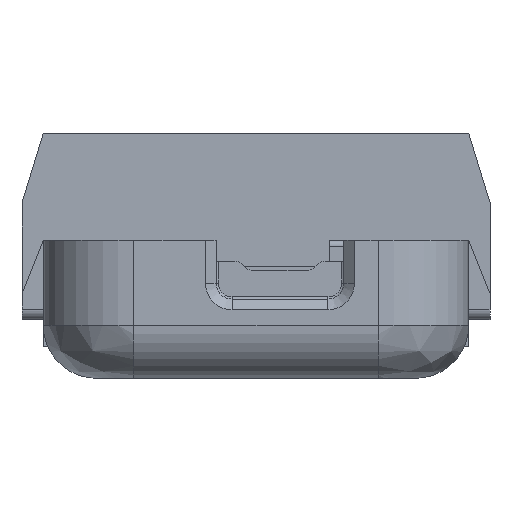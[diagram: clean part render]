
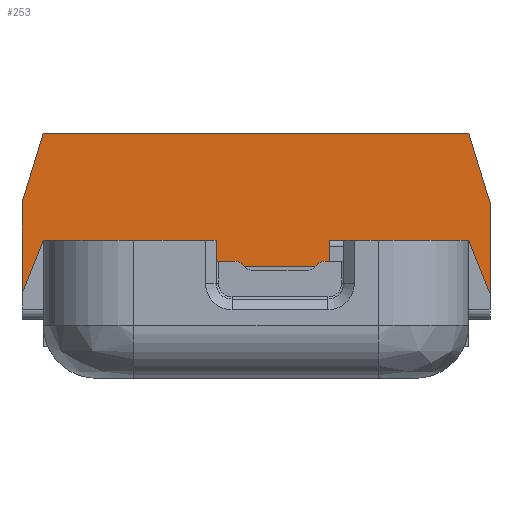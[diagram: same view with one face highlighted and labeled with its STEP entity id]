
A CAD part, left-side view. The second image highlights one B-rep face of the part: STEP entity #253.
In plain terms, the highlighted planar face has unit normal (-1, 0, 0).
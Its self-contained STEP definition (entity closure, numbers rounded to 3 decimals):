
#149=PLANE('',#3758);
#253=ADVANCED_FACE('',(#537),#149,.F.);
#537=FACE_OUTER_BOUND('',#736,.T.);
#736=EDGE_LOOP('',(#2118,#2119,#2120,#2121,#2122,#2123));
#1197=LINE('',#5608,#1504);
#1296=LINE('',#5911,#1603);
#1300=LINE('',#5920,#1607);
#1301=LINE('',#5922,#1608);
#1302=LINE('',#5923,#1609);
#1303=LINE('',#5925,#1610);
#1504=VECTOR('',#4248,1.);
#1603=VECTOR('',#4519,1.);
#1607=VECTOR('',#4525,1.);
#1608=VECTOR('',#4526,1.);
#1609=VECTOR('',#4527,1.);
#1610=VECTOR('',#4528,1.);
#2118=ORIENTED_EDGE('',*,*,#3236,.F.);
#2119=ORIENTED_EDGE('',*,*,#3391,.T.);
#2120=ORIENTED_EDGE('',*,*,#3392,.T.);
#2121=ORIENTED_EDGE('',*,*,#3387,.F.);
#2122=ORIENTED_EDGE('',*,*,#3393,.F.);
#2123=ORIENTED_EDGE('',*,*,#3394,.T.);
#2902=VERTEX_POINT('',#5607);
#2903=VERTEX_POINT('',#5609);
#3001=VERTEX_POINT('',#5912);
#3002=VERTEX_POINT('',#5913);
#3005=VERTEX_POINT('',#5921);
#3006=VERTEX_POINT('',#5924);
#3236=EDGE_CURVE('',#2902,#2903,#1197,.T.);
#3387=EDGE_CURVE('',#3001,#3002,#1296,.T.);
#3391=EDGE_CURVE('',#2902,#3005,#1300,.T.);
#3392=EDGE_CURVE('',#3005,#3002,#1301,.T.);
#3393=EDGE_CURVE('',#3006,#3001,#1302,.T.);
#3394=EDGE_CURVE('',#3006,#2903,#1303,.T.);
#3758=AXIS2_PLACEMENT_3D('',#5926,#4529,#4530);
#4248=DIRECTION('',(0.,-1.,0.));
#4519=DIRECTION('',(0.,1.,0.));
#4525=DIRECTION('',(0.,0.294,-0.956));
#4526=DIRECTION('',(0.,0.,-1.));
#4527=DIRECTION('',(0.,0.,-1.));
#4528=DIRECTION('',(0.,0.294,0.956));
#4529=DIRECTION('',(1.,0.,0.));
#4530=DIRECTION('',(0.,0.,-1.));
#5607=CARTESIAN_POINT('',(44.1,20.,14.));
#5608=CARTESIAN_POINT('',(44.1,11.5,14.));
#5609=CARTESIAN_POINT('',(44.1,-20.,14.));
#5911=CARTESIAN_POINT('',(44.1,0.,-1.5));
#5912=CARTESIAN_POINT('',(44.1,-22.,-1.5));
#5913=CARTESIAN_POINT('',(44.1,22.,-1.5));
#5920=CARTESIAN_POINT('',(44.1,22.,7.5));
#5921=CARTESIAN_POINT('',(44.1,22.,7.5));
#5922=CARTESIAN_POINT('',(44.1,22.,14.));
#5923=CARTESIAN_POINT('',(44.1,-22.,14.));
#5924=CARTESIAN_POINT('',(44.1,-22.,7.5));
#5925=CARTESIAN_POINT('',(44.1,-20.,14.));
#5926=CARTESIAN_POINT('',(44.1,15.,8.5));
